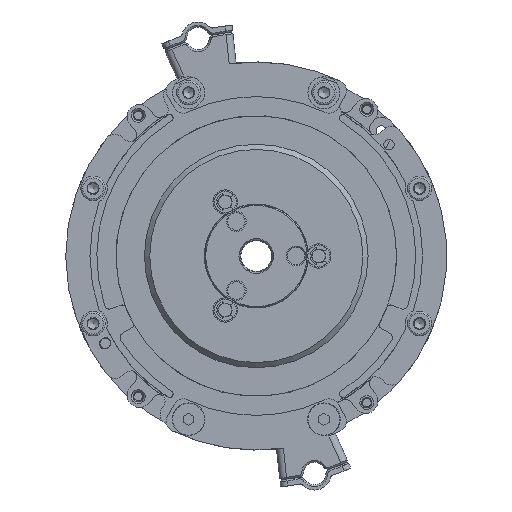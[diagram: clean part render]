
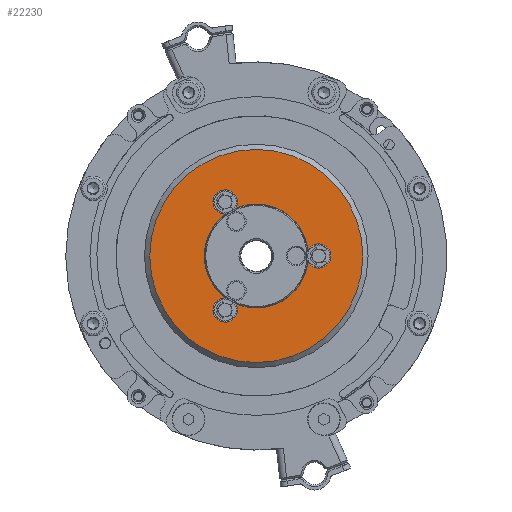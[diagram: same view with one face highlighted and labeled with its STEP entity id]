
A CAD part, front view. The second image highlights one B-rep face of the part: STEP entity #22230.
In plain terms, the highlighted planar face has unit normal (0, -1, 0).
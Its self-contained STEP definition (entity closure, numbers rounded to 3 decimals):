
#1188=FACE_BOUND('',#2852,.T.);
#1189=FACE_BOUND('',#2853,.T.);
#1190=FACE_BOUND('',#2854,.T.);
#1191=FACE_BOUND('',#2855,.T.);
#1471=FACE_OUTER_BOUND('',#2851,.T.);
#2851=EDGE_LOOP('',(#15167));
#2852=EDGE_LOOP('',(#15168));
#2853=EDGE_LOOP('',(#15169));
#2854=EDGE_LOOP('',(#15170));
#2855=EDGE_LOOP('',(#15171));
#7935=CIRCLE('',#23779,15.);
#7936=CIRCLE('',#23781,30.75);
#7937=CIRCLE('',#23782,2.291);
#7938=CIRCLE('',#23783,2.291);
#7939=CIRCLE('',#23784,2.291);
#9452=VERTEX_POINT('',#34181);
#9453=VERTEX_POINT('',#34185);
#9454=VERTEX_POINT('',#34187);
#9455=VERTEX_POINT('',#34189);
#9456=VERTEX_POINT('',#34191);
#11687=EDGE_CURVE('',#9452,#9452,#7935,.T.);
#11688=EDGE_CURVE('',#9453,#9453,#7936,.T.);
#11689=EDGE_CURVE('',#9454,#9454,#7937,.T.);
#11690=EDGE_CURVE('',#9455,#9455,#7938,.T.);
#11691=EDGE_CURVE('',#9456,#9456,#7939,.T.);
#15167=ORIENTED_EDGE('',*,*,#11688,.F.);
#15168=ORIENTED_EDGE('',*,*,#11687,.F.);
#15169=ORIENTED_EDGE('',*,*,#11689,.T.);
#15170=ORIENTED_EDGE('',*,*,#11690,.T.);
#15171=ORIENTED_EDGE('',*,*,#11691,.T.);
#21656=PLANE('',#23780);
#22230=ADVANCED_FACE('',(#1471,#1188,#1189,#1190,#1191),#21656,.F.);
#23779=AXIS2_PLACEMENT_3D('',#34183,#26846,#26847);
#23780=AXIS2_PLACEMENT_3D('',#34184,#26848,#26849);
#23781=AXIS2_PLACEMENT_3D('',#34186,#26850,#26851);
#23782=AXIS2_PLACEMENT_3D('',#34188,#26852,#26853);
#23783=AXIS2_PLACEMENT_3D('',#34190,#26854,#26855);
#23784=AXIS2_PLACEMENT_3D('',#34192,#26856,#26857);
#26846=DIRECTION('center_axis',(0.,-1.,0.));
#26847=DIRECTION('ref_axis',(0.,0.,-1.));
#26848=DIRECTION('center_axis',(0.,1.,0.));
#26849=DIRECTION('ref_axis',(0.,0.,1.));
#26850=DIRECTION('center_axis',(0.,1.,0.));
#26851=DIRECTION('ref_axis',(0.,0.,-1.));
#26852=DIRECTION('center_axis',(0.,1.,0.));
#26853=DIRECTION('ref_axis',(0.,0.,-1.));
#26854=DIRECTION('center_axis',(0.,1.,0.));
#26855=DIRECTION('ref_axis',(-0.866,0.,0.5));
#26856=DIRECTION('center_axis',(0.,1.,0.));
#26857=DIRECTION('ref_axis',(0.866,0.,0.5));
#34181=CARTESIAN_POINT('',(0.,-18.95,15.));
#34183=CARTESIAN_POINT('Origin',(0.,-18.95,0.));
#34184=CARTESIAN_POINT('Origin',(0.,-18.95,0.));
#34185=CARTESIAN_POINT('',(0.,-18.95,30.75));
#34186=CARTESIAN_POINT('Origin',(0.,-18.95,0.));
#34187=CARTESIAN_POINT('',(18.,-18.95,2.291));
#34188=CARTESIAN_POINT('Origin',(18.,-18.95,0.));
#34189=CARTESIAN_POINT('',(-9.,-18.95,-13.297));
#34190=CARTESIAN_POINT('Origin',(-9.,-18.95,-15.588));
#34191=CARTESIAN_POINT('',(-9.,-18.95,17.88));
#34192=CARTESIAN_POINT('Origin',(-9.,-18.95,15.588));
